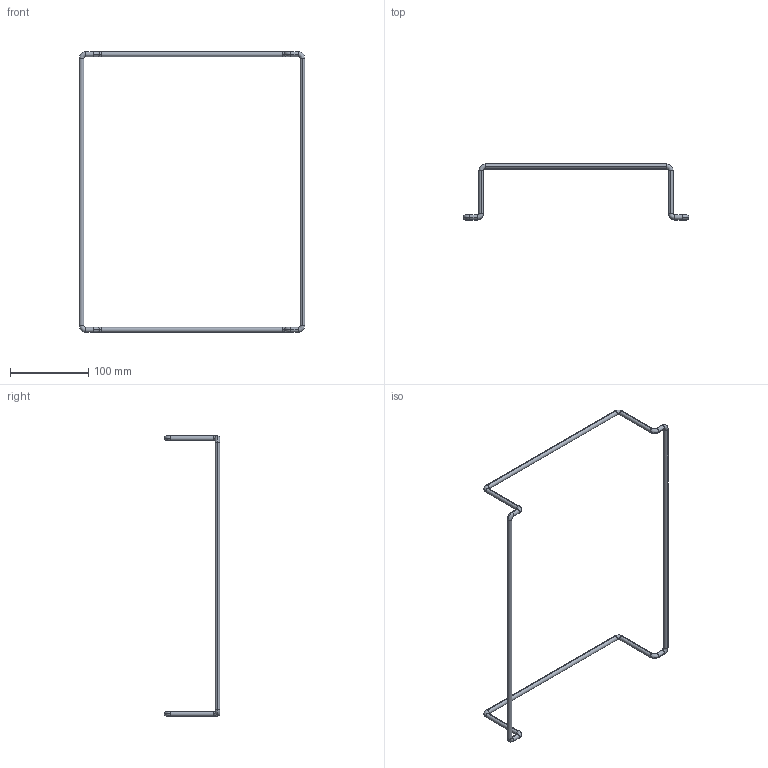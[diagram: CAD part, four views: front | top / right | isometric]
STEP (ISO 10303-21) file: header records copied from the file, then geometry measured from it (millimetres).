
FILE_DESCRIPTION (( 'STEP AP214' ), '1' );
FILE_NAME ('Grill Frame.STEP', '2020-04-13T12:42:42', ( '' ), ( '' ), 'SwSTEP 2.0', 'SolidWorks 2019', '' );
FILE_SCHEMA (( 'AUTOMOTIVE_DESIGN' ));
Length unit declared in the file: millimetre
Products named in the file (1): Grill Frame
Bounding box: 288 x 71 x 358 mm (x, y, z)
Volume: 42475.1 mm3; surface area: 28316.7 mm2
Topology: 1 solids, 1 shells, 48 faces, 132 edges, 84 vertices
Faces by surface type: torus 24, cylinder 24
Entity records: 1626 total; most frequent: DIRECTION 338, CARTESIAN_POINT 265, ORIENTED_EDGE 264, AXIS2_PLACEMENT_3D 157, EDGE_CURVE 132, CIRCLE 108, VERTEX_POINT 84, FACE_OUTER_BOUND 48
